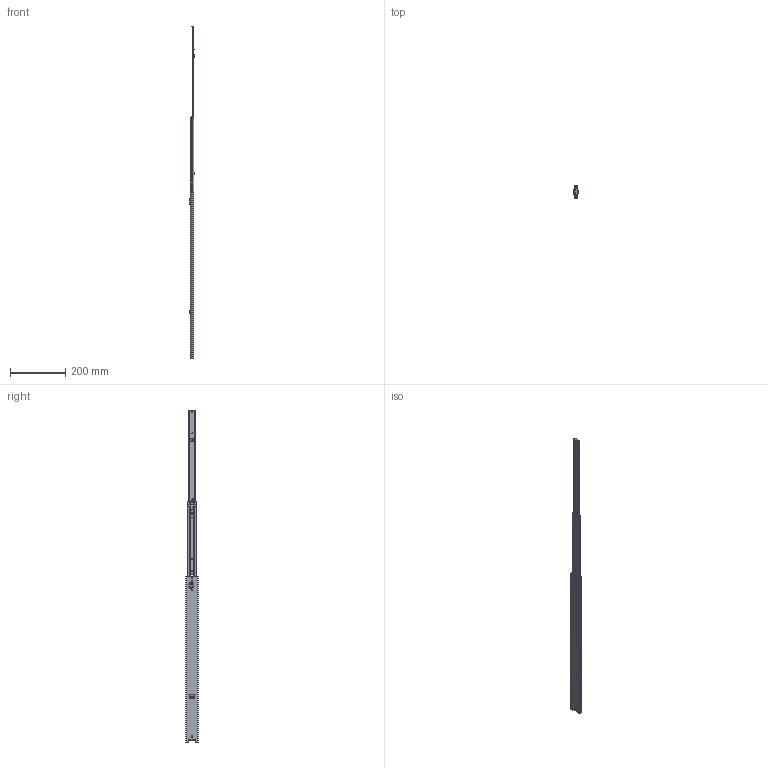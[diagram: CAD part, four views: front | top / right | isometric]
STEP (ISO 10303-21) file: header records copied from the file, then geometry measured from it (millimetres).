
FILE_DESCRIPTION (( 'STEP AP214' ), '1' );
FILE_NAME ('FR_5045_SMT.0600mm_24inch_1,5_open_left.STEP', '2022-11-02T12:59:21', ( '' ), ( '' ), 'SwSTEP 2.0', 'SolidWorks 2020', '' );
FILE_SCHEMA (( 'AUTOMOTIVE_DESIGN' ));
Length unit declared in the file: millimetre
Products named in the file (11): 5045.XXX-01.C101A_NL  600; 5045 RIVET; 5045.XXX-02.C101A_NL  600; 5045 TRIGGER; 5045.XXX-03.C101A_NL  600; 5045 MIDDLE STOP; FR_5045_SMT.0600mm_24inch_1,5_open_left; 5045 DETENT
Assembly tree (10 placements, depth 3):
  FR_5045_SMT.0600mm_24inch_1,5_open_left
    5045.XXX-01.C101A_NL  600
      5045.XXX-01.C101A_NL  600
      5045 DETENT
    5045.XXX-03.C101A_NL  600
      5045.XXX-03.C101A_NL  600
      5045 RIVET
      5045 TRIGGER
    5045.XXX-02.C101A_NL  600
      5045.XXX-02.C101A_NL  600
      5045 MIDDLE STOP
Bounding box: 21.57 x 44.98 x 1200 mm (x, y, z)
Volume: 99568.1 mm3; surface area: 193071.4 mm2
Topology: 7 solids, 7 shells, 679 faces, 1713 edges, 1048 vertices
Faces by surface type: plane 378, cylinder 245, bspline 42, torus 8, cone 6
Entity records: 21317 total; most frequent: CARTESIAN_POINT 4670, ORIENTED_EDGE 3422, DIRECTION 3413, EDGE_CURVE 1711, AXIS2_PLACEMENT_3D 1171, LINE 1071, VECTOR 1071, VERTEX_POINT 1048
